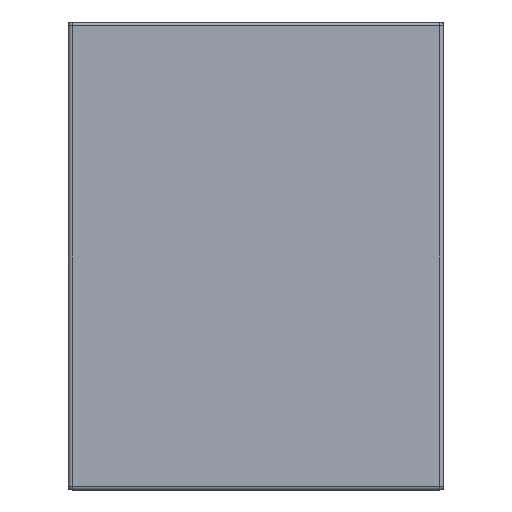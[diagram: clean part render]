
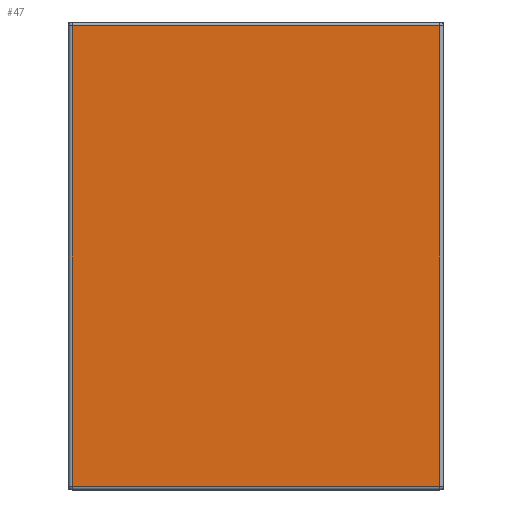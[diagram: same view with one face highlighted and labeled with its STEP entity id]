
A CAD part, left-side view. The second image highlights one B-rep face of the part: STEP entity #47.
In plain terms, the highlighted planar face has unit normal (-1, 0, 0).
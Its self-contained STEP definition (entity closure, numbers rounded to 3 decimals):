
#20 = EDGE_CURVE ( 'NONE', #1274, #1535, #1351, .T. ) ;
#47 = ADVANCED_FACE ( 'NONE', ( #1692 ), #2039, .T. ) ;
#62 = DIRECTION ( 'NONE',  ( -1., 0., 0. ) ) ;
#157 = VECTOR ( 'NONE', #907, 1000. ) ;
#167 = CARTESIAN_POINT ( 'NONE',  ( -1.021, 0.005, 0.63 ) ) ;
#302 = EDGE_CURVE ( 'NONE', #522, #940, #884, .T. ) ;
#375 = VECTOR ( 'NONE', #2142, 1000. ) ;
#456 = ORIENTED_EDGE ( 'NONE', *, *, #302, .T. ) ;
#522 = VERTEX_POINT ( 'NONE', #660 ) ;
#660 = CARTESIAN_POINT ( 'NONE',  ( -1.021, 0.005, -0.63 ) ) ;
#685 = VECTOR ( 'NONE', #2219, 1000. ) ;
#767 = CARTESIAN_POINT ( 'NONE',  ( -1.021, -0.005, 0.63 ) ) ;
#884 = LINE ( 'NONE', #167, #375 ) ;
#907 = DIRECTION ( 'NONE',  ( 0., 1., 0. ) ) ;
#940 = VERTEX_POINT ( 'NONE', #1905 ) ;
#976 = CARTESIAN_POINT ( 'NONE',  ( -1.021, 1.011, 0.63 ) ) ;
#1138 = DIRECTION ( 'NONE',  ( 0., 0., -1. ) ) ;
#1151 = EDGE_CURVE ( 'NONE', #940, #1274, #1981, .T. ) ;
#1232 = EDGE_CURVE ( 'NONE', #522, #1535, #2059, .T. ) ;
#1274 = VERTEX_POINT ( 'NONE', #976 ) ;
#1351 = LINE ( 'NONE', #1683, #2224 ) ;
#1535 = VERTEX_POINT ( 'NONE', #2109 ) ;
#1574 = EDGE_LOOP ( 'NONE', ( #1722, #2335, #2019, #456 ) ) ;
#1683 = CARTESIAN_POINT ( 'NONE',  ( -1.021, 1.011, -0.63 ) ) ;
#1692 = FACE_OUTER_BOUND ( 'NONE', #1574, .T. ) ;
#1722 = ORIENTED_EDGE ( 'NONE', *, *, #1151, .T. ) ;
#1809 = CARTESIAN_POINT ( 'NONE',  ( -1.021, -0.005, 0.63 ) ) ;
#1889 = CARTESIAN_POINT ( 'NONE',  ( -1.021, -0.005, -0.63 ) ) ;
#1905 = CARTESIAN_POINT ( 'NONE',  ( -1.021, 0.005, 0.63 ) ) ;
#1981 = LINE ( 'NONE', #1809, #157 ) ;
#2019 = ORIENTED_EDGE ( 'NONE', *, *, #1232, .F. ) ;
#2039 = PLANE ( 'NONE',  #2186 ) ;
#2059 = LINE ( 'NONE', #1889, #685 ) ;
#2109 = CARTESIAN_POINT ( 'NONE',  ( -1.021, 1.011, -0.63 ) ) ;
#2142 = DIRECTION ( 'NONE',  ( 0., 0., 1. ) ) ;
#2186 = AXIS2_PLACEMENT_3D ( 'NONE', #767, #62, #2242 ) ;
#2219 = DIRECTION ( 'NONE',  ( 0., 1., 0. ) ) ;
#2224 = VECTOR ( 'NONE', #1138, 1000. ) ;
#2242 = DIRECTION ( 'NONE',  ( 0., 0., 1. ) ) ;
#2335 = ORIENTED_EDGE ( 'NONE', *, *, #20, .T. ) ;
